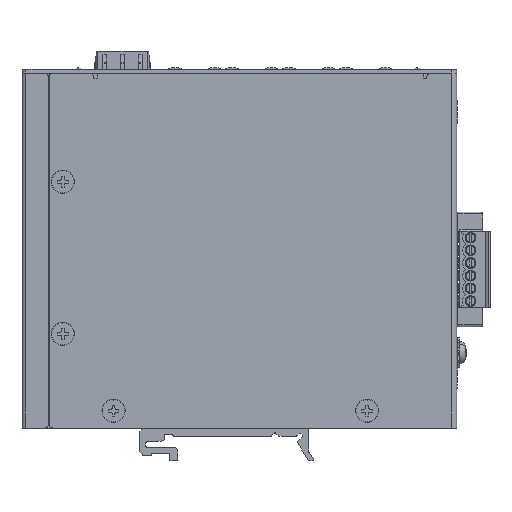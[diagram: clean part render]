
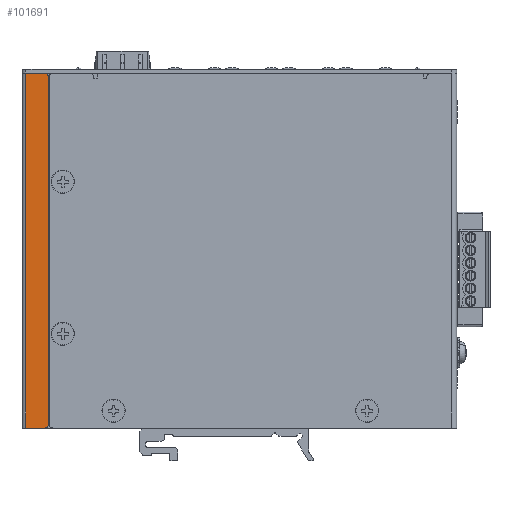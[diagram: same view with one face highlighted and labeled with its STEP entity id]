
A CAD part, left-side view. The second image highlights one B-rep face of the part: STEP entity #101691.
In plain terms, the highlighted planar face has unit normal (-1, 0, 0).
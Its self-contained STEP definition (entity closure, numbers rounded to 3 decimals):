
#8372 = DIRECTION ( 'NONE',  ( -1., 0., 0. ) ) ;
#11027 = CARTESIAN_POINT ( 'NONE',  ( 6887.438, -2450.92, -2.092 ) ) ;
#15430 = EDGE_CURVE ( 'NONE', #49107, #36523, #125363, .T. ) ;
#17125 = VERTEX_POINT ( 'NONE', #30712 ) ;
#17545 = EDGE_LOOP ( 'NONE', ( #118354, #30825, #112593, #124059, #103265, #98179 ) ) ;
#23545 = DIRECTION ( 'NONE',  ( 0., -1., 0. ) ) ;
#30234 = EDGE_CURVE ( 'NONE', #36523, #32249, #72686, .T. ) ;
#30712 = CARTESIAN_POINT ( 'NONE',  ( 6887.438, -2451.92, -2.092 ) ) ;
#30825 = ORIENTED_EDGE ( 'NONE', *, *, #76893, .T. ) ;
#32249 = VERTEX_POINT ( 'NONE', #160444 ) ;
#35680 = VECTOR ( 'NONE', #160649, 1000. ) ;
#36523 = VERTEX_POINT ( 'NONE', #161279 ) ;
#36581 = VERTEX_POINT ( 'NONE', #38820 ) ;
#36910 = DIRECTION ( 'NONE',  ( 0., 1., 0. ) ) ;
#38820 = CARTESIAN_POINT ( 'NONE',  ( 6887.438, -2450.92, -1.092 ) ) ;
#44771 = CIRCLE ( 'NONE', #95425, 1. ) ;
#49107 = VERTEX_POINT ( 'NONE', #85931 ) ;
#49647 = FACE_OUTER_BOUND ( 'NONE', #17545, .T. ) ;
#50743 = CARTESIAN_POINT ( 'NONE',  ( 6887.438, -2451.92, -97.992 ) ) ;
#52177 = PLANE ( 'NONE',  #84479 ) ;
#54570 = CARTESIAN_POINT ( 'NONE',  ( 6887.438, -2451.92, 0. ) ) ;
#58625 = CIRCLE ( 'NONE', #86777, 1. ) ;
#63839 = VECTOR ( 'NONE', #67048, 1000. ) ;
#67048 = DIRECTION ( 'NONE',  ( 0., 0., 1. ) ) ;
#71684 = LINE ( 'NONE', #54570, #63839 ) ;
#72686 = LINE ( 'NONE', #98641, #35680 ) ;
#76893 = EDGE_CURVE ( 'NONE', #49107, #85132, #44771, .T. ) ;
#77229 = DIRECTION ( 'NONE',  ( 0., 0., 1. ) ) ;
#82949 = CARTESIAN_POINT ( 'NONE',  ( 6887.438, -2450.92, -97.992 ) ) ;
#84479 = AXIS2_PLACEMENT_3D ( 'NONE', #139266, #151745, #77229 ) ;
#85132 = VERTEX_POINT ( 'NONE', #50743 ) ;
#85931 = CARTESIAN_POINT ( 'NONE',  ( 6887.438, -2450.92, -98.992 ) ) ;
#86569 = EDGE_CURVE ( 'NONE', #32249, #36581, #100141, .T. ) ;
#86777 = AXIS2_PLACEMENT_3D ( 'NONE', #11027, #98126, #23545 ) ;
#92213 = VECTOR ( 'NONE', #36910, 1000. ) ;
#95425 = AXIS2_PLACEMENT_3D ( 'NONE', #82949, #8372, #95435 ) ;
#95435 = DIRECTION ( 'NONE',  ( 0., -1., 0. ) ) ;
#98126 = DIRECTION ( 'NONE',  ( -1., 0., 0. ) ) ;
#98179 = ORIENTED_EDGE ( 'NONE', *, *, #30234, .F. ) ;
#98412 = CARTESIAN_POINT ( 'NONE',  ( 6887.438, 0., -98.992 ) ) ;
#98641 = CARTESIAN_POINT ( 'NONE',  ( 6887.438, -2445.749, -99. ) ) ;
#100141 = LINE ( 'NONE', #154222, #133299 ) ;
#101691 = ADVANCED_FACE ( 'NONE', ( #49647 ), #52177, .T. ) ;
#103265 = ORIENTED_EDGE ( 'NONE', *, *, #86569, .F. ) ;
#112593 = ORIENTED_EDGE ( 'NONE', *, *, #157215, .T. ) ;
#116764 = DIRECTION ( 'NONE',  ( 0., -1., 0. ) ) ;
#118354 = ORIENTED_EDGE ( 'NONE', *, *, #15430, .F. ) ;
#124059 = ORIENTED_EDGE ( 'NONE', *, *, #151028, .T. ) ;
#125363 = LINE ( 'NONE', #98412, #92213 ) ;
#133299 = VECTOR ( 'NONE', #116764, 1000. ) ;
#139266 = CARTESIAN_POINT ( 'NONE',  ( 6887.438, -2445.949, -99. ) ) ;
#151028 = EDGE_CURVE ( 'NONE', #17125, #36581, #58625, .T. ) ;
#151745 = DIRECTION ( 'NONE',  ( -1., 0., 0. ) ) ;
#154222 = CARTESIAN_POINT ( 'NONE',  ( 6887.438, 0., -1.092 ) ) ;
#157215 = EDGE_CURVE ( 'NONE', #85132, #17125, #71684, .T. ) ;
#160444 = CARTESIAN_POINT ( 'NONE',  ( 6887.438, -2445.749, -1.092 ) ) ;
#160649 = DIRECTION ( 'NONE',  ( 0., 0., 1. ) ) ;
#161279 = CARTESIAN_POINT ( 'NONE',  ( 6887.438, -2445.749, -98.992 ) ) ;
